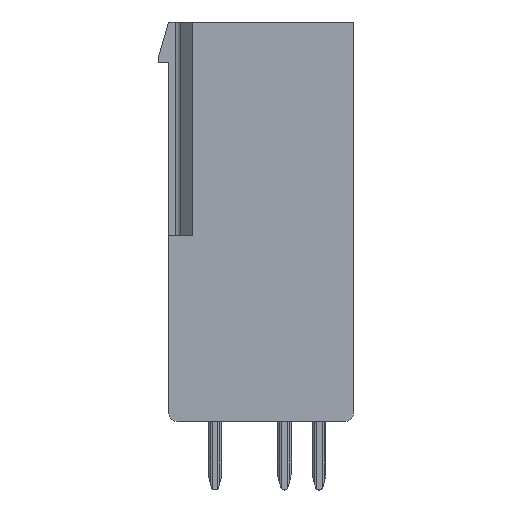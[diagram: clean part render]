
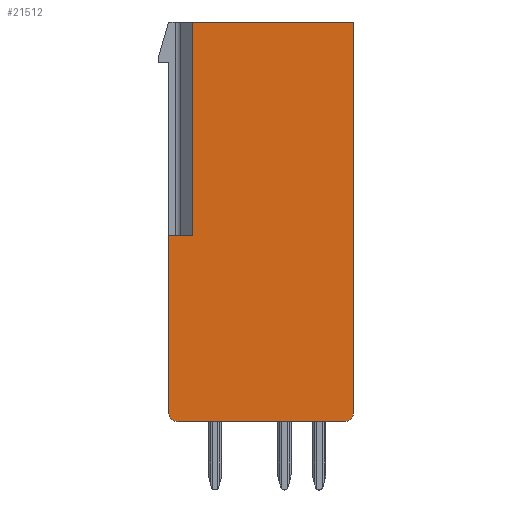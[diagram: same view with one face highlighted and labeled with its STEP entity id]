
A CAD part, left-side view. The second image highlights one B-rep face of the part: STEP entity #21512.
In plain terms, the highlighted face is planar.
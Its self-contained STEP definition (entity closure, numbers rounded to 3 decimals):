
#297=CIRCLE('',#22348,0.7);
#359=CIRCLE('',#22567,0.7);
#3988=ORIENTED_EDGE('',*,*,#7054,.T.);
#3989=ORIENTED_EDGE('',*,*,#7055,.T.);
#3990=ORIENTED_EDGE('',*,*,#6570,.F.);
#3991=ORIENTED_EDGE('',*,*,#7051,.F.);
#3992=ORIENTED_EDGE('',*,*,#7006,.F.);
#3993=ORIENTED_EDGE('',*,*,#7011,.F.);
#3994=ORIENTED_EDGE('',*,*,#7056,.T.);
#3995=ORIENTED_EDGE('',*,*,#7057,.T.);
#6570=EDGE_CURVE('',#8526,#8523,#297,.T.);
#7006=EDGE_CURVE('',#8817,#8819,#359,.T.);
#7011=EDGE_CURVE('',#8823,#8817,#10633,.T.);
#7051=EDGE_CURVE('',#8819,#8526,#10671,.T.);
#7054=EDGE_CURVE('',#8839,#8840,#10674,.T.);
#7055=EDGE_CURVE('',#8840,#8523,#10675,.T.);
#7056=EDGE_CURVE('',#8823,#8841,#10676,.T.);
#7057=EDGE_CURVE('',#8841,#8839,#10677,.T.);
#8523=VERTEX_POINT('',#29954);
#8526=VERTEX_POINT('',#29959);
#8817=VERTEX_POINT('',#30901);
#8819=VERTEX_POINT('',#30904);
#8823=VERTEX_POINT('',#30913);
#8839=VERTEX_POINT('',#30997);
#8840=VERTEX_POINT('',#30998);
#8841=VERTEX_POINT('',#31001);
#10633=LINE('',#30914,#12582);
#10671=LINE('',#30991,#12620);
#10674=LINE('',#30996,#12623);
#10675=LINE('',#30999,#12624);
#10676=LINE('',#31000,#12625);
#10677=LINE('',#31002,#12626);
#12582=VECTOR('',#25936,1000.);
#12620=VECTOR('',#26022,1000.);
#12623=VECTOR('',#26029,1000.);
#12624=VECTOR('',#26030,1000.);
#12625=VECTOR('',#26031,1000.);
#12626=VECTOR('',#26032,1000.);
#13730=EDGE_LOOP('',(#3988,#3989,#3990,#3991,#3992,#3993,#3994,#3995));
#14527=FACE_BOUND('',#13730,.T.);
#15190=PLANE('',#22595);
#21512=ADVANCED_FACE('',(#14527),#15190,.F.);
#22348=AXIS2_PLACEMENT_3D('',#29960,#25135,#25136);
#22567=AXIS2_PLACEMENT_3D('',#30903,#25927,#25928);
#22595=AXIS2_PLACEMENT_3D('',#30995,#26027,#26028);
#25135=DIRECTION('',(0.,0.,1.));
#25136=DIRECTION('',(1.,0.,0.));
#25927=DIRECTION('',(0.,0.,1.));
#25928=DIRECTION('',(1.,0.,0.));
#25936=DIRECTION('',(-1.,0.,0.));
#26022=DIRECTION('',(0.,-1.,0.));
#26027=DIRECTION('',(0.,0.,1.));
#26028=DIRECTION('',(1.,0.,0.));
#26029=DIRECTION('',(0.,-1.,0.));
#26030=DIRECTION('',(-1.,0.,0.));
#26031=DIRECTION('',(0.,-1.,0.));
#26032=DIRECTION('',(-1.,0.,0.));
#29954=CARTESIAN_POINT('',(52.3,27.4,42.24));
#29959=CARTESIAN_POINT('',(51.6,28.1,42.24));
#29960=CARTESIAN_POINT('',(52.3,28.1,42.24));
#30901=CARTESIAN_POINT('',(52.3,40.95,42.24));
#30903=CARTESIAN_POINT('',(52.3,40.25,42.24));
#30904=CARTESIAN_POINT('',(51.6,40.25,42.24));
#30913=CARTESIAN_POINT('',(80.85,40.95,42.24));
#30914=CARTESIAN_POINT('',(80.694,40.95,42.24));
#30991=CARTESIAN_POINT('',(51.6,27.39,42.24));
#30995=CARTESIAN_POINT('',(64.95,27.375,42.24));
#30996=CARTESIAN_POINT('',(65.2,27.39,42.24));
#30997=CARTESIAN_POINT('',(65.2,29.15,42.24));
#30998=CARTESIAN_POINT('',(65.2,27.4,42.24));
#30999=CARTESIAN_POINT('',(80.694,27.4,42.24));
#31000=CARTESIAN_POINT('',(80.85,27.39,42.24));
#31001=CARTESIAN_POINT('',(80.85,29.15,42.24));
#31002=CARTESIAN_POINT('',(80.694,29.15,42.24));
